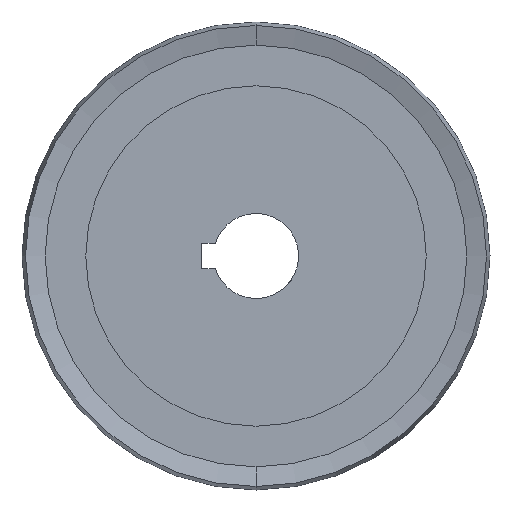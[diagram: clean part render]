
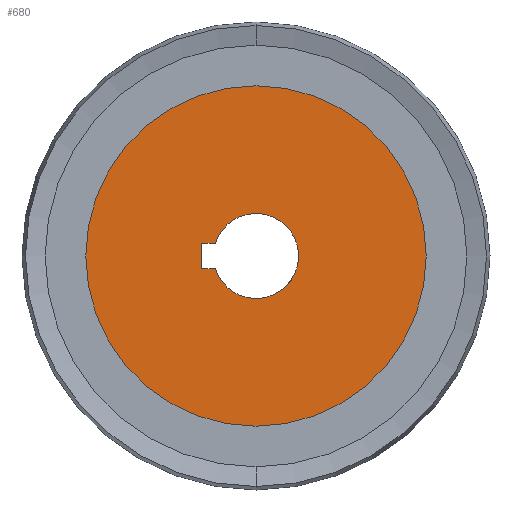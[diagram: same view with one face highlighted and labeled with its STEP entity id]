
A CAD part, left-side view. The second image highlights one B-rep face of the part: STEP entity #680.
In plain terms, the highlighted planar face has unit normal (-1, 0, 0).
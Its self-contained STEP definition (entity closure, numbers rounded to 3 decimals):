
#120 = EDGE_CURVE ( 'NONE', #9162, #976, #5576, .T. ) ;
#178 = AXIS2_PLACEMENT_3D ( 'NONE', #9959, #1185, #3836 ) ;
#680 = ADVANCED_FACE ( 'NONE', ( #7754, #8734 ), #776, .F. ) ;
#776 = PLANE ( 'NONE',  #5996 ) ;
#976 = VERTEX_POINT ( 'NONE', #7644 ) ;
#1185 = DIRECTION ( 'NONE',  ( 1., 0., 0. ) ) ;
#1196 = ORIENTED_EDGE ( 'NONE', *, *, #8809, .T. ) ;
#1279 = VECTOR ( 'NONE', #4120, 1000. ) ;
#1281 = CARTESIAN_POINT ( 'NONE',  ( 0., 0., 0. ) ) ;
#1521 = CARTESIAN_POINT ( 'NONE',  ( 0., 6.4, 1.5 ) ) ;
#2487 = DIRECTION ( 'NONE',  ( 1., 0., 0. ) ) ;
#2500 = CARTESIAN_POINT ( 'NONE',  ( 0., 0., -1.5 ) ) ;
#2564 = DIRECTION ( 'NONE',  ( 0., 0., -1. ) ) ;
#2631 = DIRECTION ( 'NONE',  ( 0., 0., -1. ) ) ;
#2937 = EDGE_CURVE ( 'NONE', #11198, #3394, #7688, .T. ) ;
#3130 = EDGE_CURVE ( 'NONE', #3394, #11198, #11002, .T. ) ;
#3351 = EDGE_LOOP ( 'NONE', ( #5639, #1196, #7554, #7561 ) ) ;
#3394 = VERTEX_POINT ( 'NONE', #8355 ) ;
#3836 = DIRECTION ( 'NONE',  ( 0., 0., -1. ) ) ;
#3933 = DIRECTION ( 'NONE',  ( 1., 0., 0. ) ) ;
#4120 = DIRECTION ( 'NONE',  ( 0., 0., 1. ) ) ;
#4181 = ORIENTED_EDGE ( 'NONE', *, *, #3130, .F. ) ;
#4456 = VERTEX_POINT ( 'NONE', #8321 ) ;
#5115 = DIRECTION ( 'NONE',  ( 0., 1., 0. ) ) ;
#5495 = AXIS2_PLACEMENT_3D ( 'NONE', #1281, #3933, #10194 ) ;
#5576 = LINE ( 'NONE', #8323, #10952 ) ;
#5639 = ORIENTED_EDGE ( 'NONE', *, *, #120, .T. ) ;
#5996 = AXIS2_PLACEMENT_3D ( 'NONE', #8736, #2487, #2564 ) ;
#6880 = EDGE_LOOP ( 'NONE', ( #8214, #4181 ) ) ;
#7046 = DIRECTION ( 'NONE',  ( 1., 0., 0. ) ) ;
#7554 = ORIENTED_EDGE ( 'NONE', *, *, #9164, .T. ) ;
#7561 = ORIENTED_EDGE ( 'NONE', *, *, #9603, .T. ) ;
#7644 = CARTESIAN_POINT ( 'NONE',  ( 0., 4.77, 1.5 ) ) ;
#7688 = CIRCLE ( 'NONE', #178, 20. ) ;
#7754 = FACE_OUTER_BOUND ( 'NONE', #6880, .T. ) ;
#8115 = CIRCLE ( 'NONE', #5495, 5. ) ;
#8190 = LINE ( 'NONE', #9378, #1279 ) ;
#8214 = ORIENTED_EDGE ( 'NONE', *, *, #2937, .F. ) ;
#8321 = CARTESIAN_POINT ( 'NONE',  ( 0., 6.4, -1.5 ) ) ;
#8323 = CARTESIAN_POINT ( 'NONE',  ( 0., 6.4, 1.5 ) ) ;
#8355 = CARTESIAN_POINT ( 'NONE',  ( 0., 0., -20. ) ) ;
#8734 = FACE_BOUND ( 'NONE', #3351, .T. ) ;
#8736 = CARTESIAN_POINT ( 'NONE',  ( 0., 0., 0. ) ) ;
#8809 = EDGE_CURVE ( 'NONE', #976, #8993, #8115, .T. ) ;
#8993 = VERTEX_POINT ( 'NONE', #9324 ) ;
#9162 = VERTEX_POINT ( 'NONE', #1521 ) ;
#9164 = EDGE_CURVE ( 'NONE', #8993, #4456, #11114, .T. ) ;
#9185 = VECTOR ( 'NONE', #5115, 1000. ) ;
#9324 = CARTESIAN_POINT ( 'NONE',  ( 0., 4.77, -1.5 ) ) ;
#9378 = CARTESIAN_POINT ( 'NONE',  ( 0., 6.4, -1.5 ) ) ;
#9603 = EDGE_CURVE ( 'NONE', #4456, #9162, #8190, .T. ) ;
#9630 = AXIS2_PLACEMENT_3D ( 'NONE', #10527, #7046, #2631 ) ;
#9959 = CARTESIAN_POINT ( 'NONE',  ( 0., 0., 0. ) ) ;
#10194 = DIRECTION ( 'NONE',  ( 0., 0., -1. ) ) ;
#10527 = CARTESIAN_POINT ( 'NONE',  ( 0., 0., 0. ) ) ;
#10925 = DIRECTION ( 'NONE',  ( 0., -1., 0. ) ) ;
#10952 = VECTOR ( 'NONE', #10925, 1000. ) ;
#11002 = CIRCLE ( 'NONE', #9630, 20. ) ;
#11102 = CARTESIAN_POINT ( 'NONE',  ( 0., 0., 20. ) ) ;
#11114 = LINE ( 'NONE', #2500, #9185 ) ;
#11198 = VERTEX_POINT ( 'NONE', #11102 ) ;
